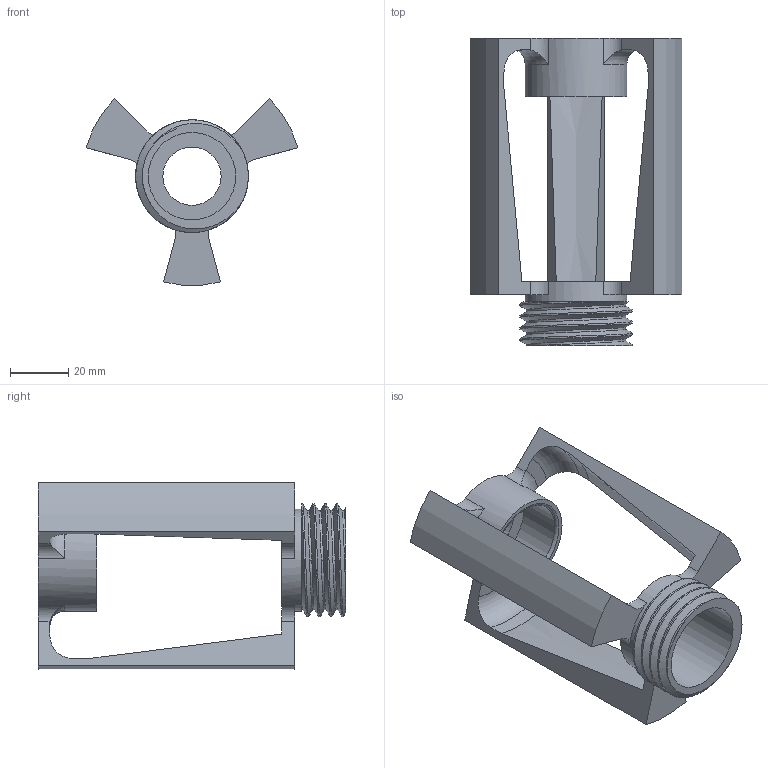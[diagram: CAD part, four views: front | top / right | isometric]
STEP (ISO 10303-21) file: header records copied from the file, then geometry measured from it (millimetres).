
FILE_DESCRIPTION(/* description */ (''),/* implementation_level */ '2;1');
FILE_NAME(/* name */ 'LatchMech v8.step',/* time_stamp */ '2023-09-28T23:07:29-04:00',/* author */ (''),/* organization */ (''),/* preprocessor_version */ 'ST-DEVELOPER v20',/* originating_system */ 'Autodesk Translation Framework v12.14.0.127',/* authorisation */ '');
FILE_SCHEMA (('AUTOMOTIVE_DESIGN { 1 0 10303 214 3 1 1 }'));
Length unit declared in the file: millimetre
Products named in the file (1): LatchMech
Bounding box: 72.64 x 105.5 x 64.04 mm (x, y, z)
Volume: 48306.8 mm3; surface area: 27062.7 mm2
Topology: 1 solids, 1 shells, 65 faces, 195 edges, 129 vertices
Faces by surface type: cylinder 33, plane 19, torus 7, cone 4, bspline 2
Full cylindrical faces by diameter (mm): 20 x1, 30 x2, 34.132 x3, 35 x2, 38.703 x3
Entity records: 3682 total; most frequent: CARTESIAN_POINT 1855, ORIENTED_EDGE 390, DIRECTION 376, EDGE_CURVE 195, AXIS2_PLACEMENT_3D 148, VERTEX_POINT 129, CIRCLE 84, LINE 80
